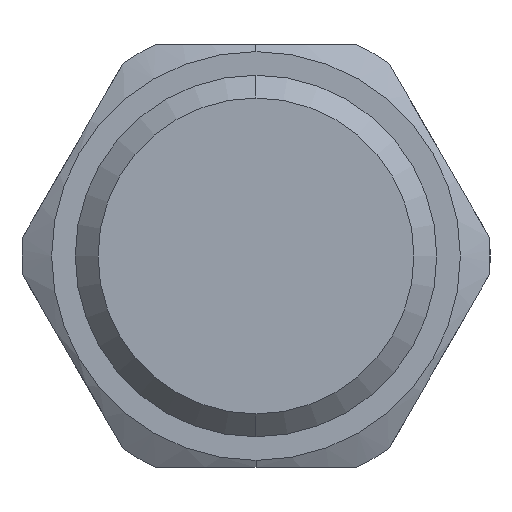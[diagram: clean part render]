
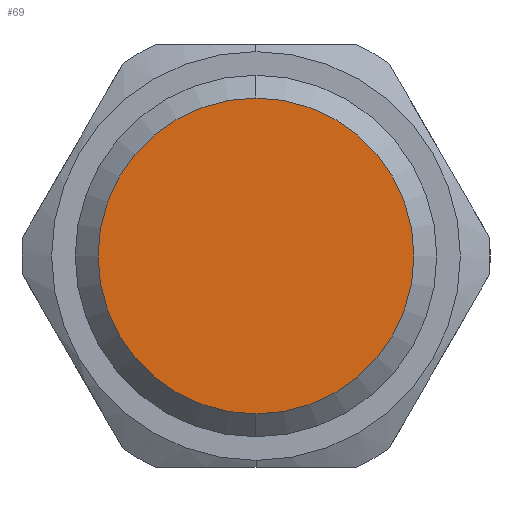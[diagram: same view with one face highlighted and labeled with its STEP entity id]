
A CAD part, left-side view. The second image highlights one B-rep face of the part: STEP entity #69.
In plain terms, the highlighted planar face has unit normal (-1, 0, 0).
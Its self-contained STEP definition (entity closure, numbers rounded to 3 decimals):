
#41 = DIRECTION ( 'NONE',  ( 0., 0., -1. ) ) ;
#69 = ADVANCED_FACE ( 'NONE', ( #2448 ), #4932, .F. ) ;
#2252 = VERTEX_POINT ( 'NONE', #6389 ) ;
#2448 = FACE_OUTER_BOUND ( 'NONE', #9505, .T. ) ;
#2832 = VERTEX_POINT ( 'NONE', #6283 ) ;
#3194 = CARTESIAN_POINT ( 'NONE',  ( 0., 0., 0. ) ) ;
#3633 = EDGE_CURVE ( 'NONE', #2252, #2832, #7408, .T. ) ;
#3932 = EDGE_CURVE ( 'NONE', #2832, #2252, #5155, .T. ) ;
#4932 = PLANE ( 'NONE',  #8920 ) ;
#5105 = DIRECTION ( 'NONE',  ( 0., 0., -1. ) ) ;
#5142 = DIRECTION ( 'NONE',  ( -1., 0., 0. ) ) ;
#5155 = CIRCLE ( 'NONE', #6460, 8.3 ) ;
#5587 = DIRECTION ( 'NONE',  ( 0., 0., -1. ) ) ;
#6283 = CARTESIAN_POINT ( 'NONE',  ( 0., 0., -8.3 ) ) ;
#6340 = ORIENTED_EDGE ( 'NONE', *, *, #3633, .T. ) ;
#6389 = CARTESIAN_POINT ( 'NONE',  ( 0., 0., 8.3 ) ) ;
#6460 = AXIS2_PLACEMENT_3D ( 'NONE', #3194, #9619, #5587 ) ;
#6469 = DIRECTION ( 'NONE',  ( 1., 0., 0. ) ) ;
#7281 = CARTESIAN_POINT ( 'NONE',  ( 0., 0., 0. ) ) ;
#7408 = CIRCLE ( 'NONE', #10447, 8.3 ) ;
#7609 = CARTESIAN_POINT ( 'NONE',  ( 0., 0., 0. ) ) ;
#8920 = AXIS2_PLACEMENT_3D ( 'NONE', #7281, #6469, #41 ) ;
#9505 = EDGE_LOOP ( 'NONE', ( #9802, #6340 ) ) ;
#9619 = DIRECTION ( 'NONE',  ( -1., 0., 0. ) ) ;
#9802 = ORIENTED_EDGE ( 'NONE', *, *, #3932, .T. ) ;
#10447 = AXIS2_PLACEMENT_3D ( 'NONE', #7609, #5142, #5105 ) ;
